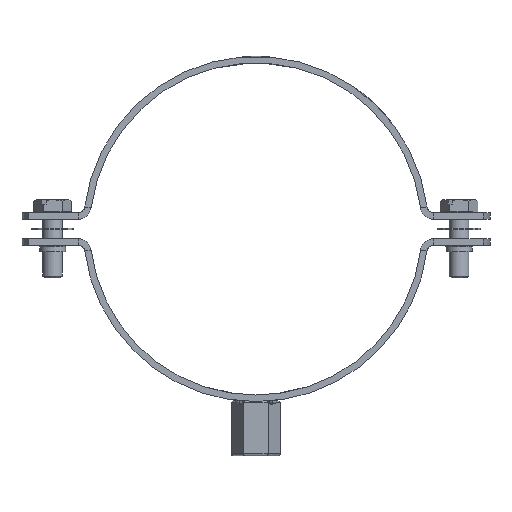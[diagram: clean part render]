
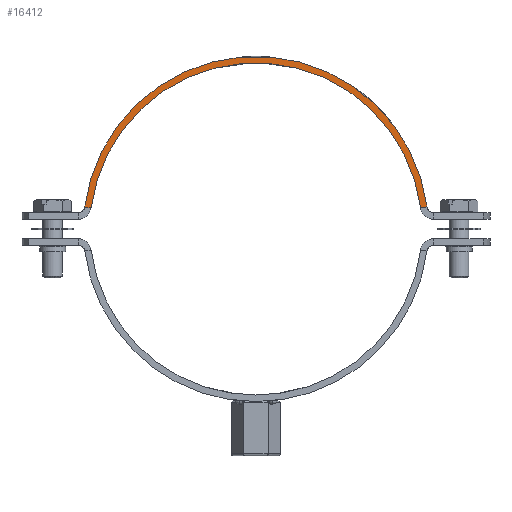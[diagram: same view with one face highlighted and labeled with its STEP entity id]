
A CAD part, front view. The second image highlights one B-rep face of the part: STEP entity #16412.
In plain terms, the highlighted planar face has unit normal (0, -1, 0).
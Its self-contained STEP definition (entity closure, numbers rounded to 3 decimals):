
#739 = VECTOR ( 'NONE', #17389, 1000. ) ;
#949 = DIRECTION ( 'NONE',  ( 0.992, 0., 0.127 ) ) ;
#1033 = CARTESIAN_POINT ( 'NONE',  ( -50.585, -10., 6.491 ) ) ;
#1189 = PLANE ( 'NONE',  #12288 ) ;
#2208 = CARTESIAN_POINT ( 'NONE',  ( 52.569, -10., 6.745 ) ) ;
#2509 = VERTEX_POINT ( 'NONE', #10100 ) ;
#2559 = VERTEX_POINT ( 'NONE', #1033 ) ;
#2906 = AXIS2_PLACEMENT_3D ( 'NONE', #17877, #6545, #16674 ) ;
#3169 = EDGE_CURVE ( 'NONE', #2509, #15616, #15300, .T. ) ;
#3814 = VECTOR ( 'NONE', #949, 1000. ) ;
#4128 = AXIS2_PLACEMENT_3D ( 'NONE', #6508, #12150, #6206 ) ;
#4322 = EDGE_CURVE ( 'NONE', #11227, #15616, #8255, .T. ) ;
#6151 = LINE ( 'NONE', #11780, #739 ) ;
#6206 = DIRECTION ( 'NONE',  ( 0., 0., 1. ) ) ;
#6386 = EDGE_CURVE ( 'NONE', #2559, #11227, #11494, .T. ) ;
#6508 = CARTESIAN_POINT ( 'NONE',  ( 0., -10., 0. ) ) ;
#6545 = DIRECTION ( 'NONE',  ( 0., 1., 0. ) ) ;
#7088 = DIRECTION ( 'NONE',  ( 0., -1., 0. ) ) ;
#8157 = ORIENTED_EDGE ( 'NONE', *, *, #14589, .F. ) ;
#8255 = LINE ( 'NONE', #13786, #3814 ) ;
#8401 = EDGE_LOOP ( 'NONE', ( #8157, #14728, #11379, #13062 ) ) ;
#10100 = CARTESIAN_POINT ( 'NONE',  ( -52.569, -10., 6.745 ) ) ;
#11227 = VERTEX_POINT ( 'NONE', #17537 ) ;
#11337 = FACE_OUTER_BOUND ( 'NONE', #8401, .T. ) ;
#11379 = ORIENTED_EDGE ( 'NONE', *, *, #4322, .T. ) ;
#11494 = CIRCLE ( 'NONE', #4128, 51. ) ;
#11780 = CARTESIAN_POINT ( 'NONE',  ( -50.585, -10., 6.491 ) ) ;
#12150 = DIRECTION ( 'NONE',  ( 0., 1., 0. ) ) ;
#12288 = AXIS2_PLACEMENT_3D ( 'NONE', #12734, #7088, #17979 ) ;
#12734 = CARTESIAN_POINT ( 'NONE',  ( -50.585, -10., 6.491 ) ) ;
#13062 = ORIENTED_EDGE ( 'NONE', *, *, #3169, .F. ) ;
#13786 = CARTESIAN_POINT ( 'NONE',  ( 50.585, -10., 6.491 ) ) ;
#14589 = EDGE_CURVE ( 'NONE', #2559, #2509, #6151, .T. ) ;
#14728 = ORIENTED_EDGE ( 'NONE', *, *, #6386, .T. ) ;
#15300 = CIRCLE ( 'NONE', #2906, 53. ) ;
#15616 = VERTEX_POINT ( 'NONE', #2208 ) ;
#16412 = ADVANCED_FACE ( 'NONE', ( #11337 ), #1189, .T. ) ;
#16674 = DIRECTION ( 'NONE',  ( 1., 0., 0. ) ) ;
#17389 = DIRECTION ( 'NONE',  ( -0.992, 0., 0.127 ) ) ;
#17537 = CARTESIAN_POINT ( 'NONE',  ( 50.585, -10., 6.491 ) ) ;
#17877 = CARTESIAN_POINT ( 'NONE',  ( 0., -10., 0. ) ) ;
#17979 = DIRECTION ( 'NONE',  ( 0., 0., -1. ) ) ;
